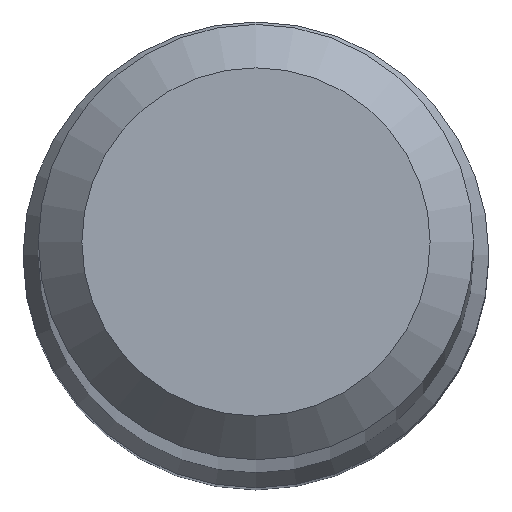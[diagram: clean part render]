
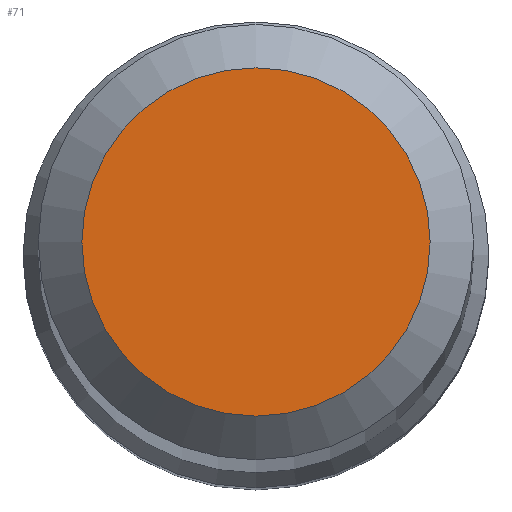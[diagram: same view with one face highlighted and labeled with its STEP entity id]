
A CAD part, top view. The second image highlights one B-rep face of the part: STEP entity #71.
In plain terms, the highlighted planar face has unit normal (0, 0, 1).
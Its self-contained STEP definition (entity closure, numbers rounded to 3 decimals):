
#30 = AXIS2_PLACEMENT_3D ( 'NONE', #215, #124, #197 ) ;
#31 = PLANE ( 'NONE',  #30 ) ;
#34 = EDGE_LOOP ( 'NONE', ( #54 ) ) ;
#51 = FACE_OUTER_BOUND ( 'NONE', #34, .T. ) ;
#54 = ORIENTED_EDGE ( 'NONE', *, *, #171, .F. ) ;
#60 = CIRCLE ( 'NONE', #159, 1.6 ) ;
#71 = ADVANCED_FACE ( 'NONE', ( #51 ), #31, .F. ) ;
#91 = CARTESIAN_POINT ( 'NONE',  ( 0., 0., 80. ) ) ;
#113 = VERTEX_POINT ( 'NONE', #131 ) ;
#124 = DIRECTION ( 'NONE',  ( 0., 0., -1. ) ) ;
#131 = CARTESIAN_POINT ( 'NONE',  ( 0., 1.6, 80. ) ) ;
#159 = AXIS2_PLACEMENT_3D ( 'NONE', #91, #167, #241 ) ;
#167 = DIRECTION ( 'NONE',  ( 0., 0., -1. ) ) ;
#171 = EDGE_CURVE ( 'NONE', #113, #113, #60, .T. ) ;
#197 = DIRECTION ( 'NONE',  ( 0., 1., 0. ) ) ;
#215 = CARTESIAN_POINT ( 'NONE',  ( 0., 0., 80. ) ) ;
#241 = DIRECTION ( 'NONE',  ( 0., 1., 0. ) ) ;
